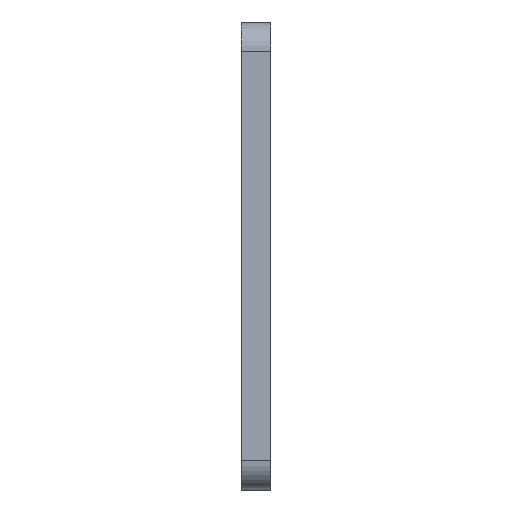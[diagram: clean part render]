
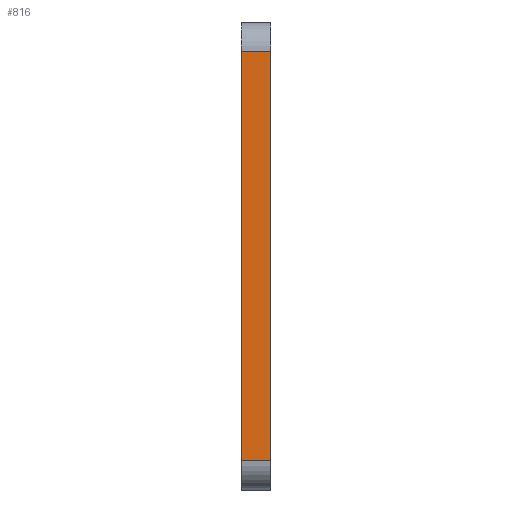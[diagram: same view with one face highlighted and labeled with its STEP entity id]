
A CAD part, left-side view. The second image highlights one B-rep face of the part: STEP entity #816.
In plain terms, the highlighted planar face has unit normal (-1, 0, 0).
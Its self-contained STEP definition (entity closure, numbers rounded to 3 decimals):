
#34 = CARTESIAN_POINT ( 'NONE',  ( -137.5, 5., -35. ) ) ;
#79 = ORIENTED_EDGE ( 'NONE', *, *, #612, .T. ) ;
#80 = AXIS2_PLACEMENT_3D ( 'NONE', #480, #673, #809 ) ;
#98 = DIRECTION ( 'NONE',  ( 0., -1., 0. ) ) ;
#107 = VECTOR ( 'NONE', #713, 1000. ) ;
#111 = VERTEX_POINT ( 'NONE', #858 ) ;
#120 = LINE ( 'NONE', #339, #486 ) ;
#168 = ORIENTED_EDGE ( 'NONE', *, *, #242, .T. ) ;
#183 = LINE ( 'NONE', #445, #564 ) ;
#199 = CARTESIAN_POINT ( 'NONE',  ( -137.5, 5., 35. ) ) ;
#242 = EDGE_CURVE ( 'NONE', #526, #278, #621, .T. ) ;
#255 = EDGE_LOOP ( 'NONE', ( #448, #168, #437, #79 ) ) ;
#262 = LINE ( 'NONE', #199, #107 ) ;
#278 = VERTEX_POINT ( 'NONE', #493 ) ;
#293 = FACE_OUTER_BOUND ( 'NONE', #255, .T. ) ;
#300 = VERTEX_POINT ( 'NONE', #543 ) ;
#339 = CARTESIAN_POINT ( 'NONE',  ( -137.5, 0., 40. ) ) ;
#389 = DIRECTION ( 'NONE',  ( 0., 0., 1. ) ) ;
#437 = ORIENTED_EDGE ( 'NONE', *, *, #691, .T. ) ;
#445 = CARTESIAN_POINT ( 'NONE',  ( -137.5, 5., 40. ) ) ;
#448 = ORIENTED_EDGE ( 'NONE', *, *, #538, .F. ) ;
#480 = CARTESIAN_POINT ( 'NONE',  ( -137.5, 5., 40. ) ) ;
#485 = CARTESIAN_POINT ( 'NONE',  ( -137.5, 5., -35. ) ) ;
#486 = VECTOR ( 'NONE', #389, 1000. ) ;
#493 = CARTESIAN_POINT ( 'NONE',  ( -137.5, 0., -35. ) ) ;
#526 = VERTEX_POINT ( 'NONE', #34 ) ;
#538 = EDGE_CURVE ( 'NONE', #526, #300, #183, .T. ) ;
#543 = CARTESIAN_POINT ( 'NONE',  ( -137.5, 5., 35. ) ) ;
#564 = VECTOR ( 'NONE', #638, 1000. ) ;
#592 = VECTOR ( 'NONE', #98, 1000. ) ;
#612 = EDGE_CURVE ( 'NONE', #111, #300, #262, .T. ) ;
#621 = LINE ( 'NONE', #485, #592 ) ;
#623 = PLANE ( 'NONE',  #80 ) ;
#638 = DIRECTION ( 'NONE',  ( 0., 0., 1. ) ) ;
#673 = DIRECTION ( 'NONE',  ( 1., 0., 0. ) ) ;
#691 = EDGE_CURVE ( 'NONE', #278, #111, #120, .T. ) ;
#713 = DIRECTION ( 'NONE',  ( 0., 1., 0. ) ) ;
#809 = DIRECTION ( 'NONE',  ( 0., 0., -1. ) ) ;
#816 = ADVANCED_FACE ( 'NONE', ( #293 ), #623, .F. ) ;
#858 = CARTESIAN_POINT ( 'NONE',  ( -137.5, 0., 35. ) ) ;
